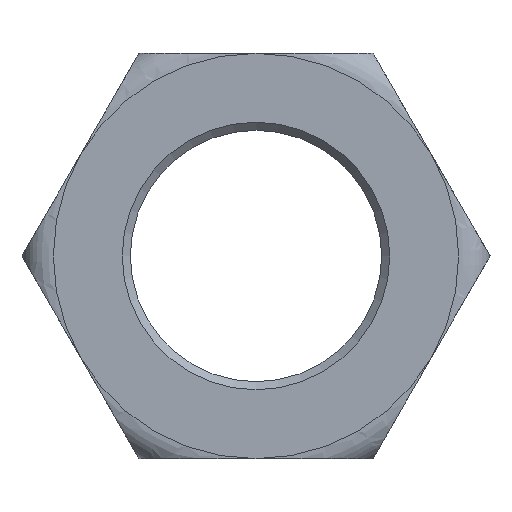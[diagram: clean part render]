
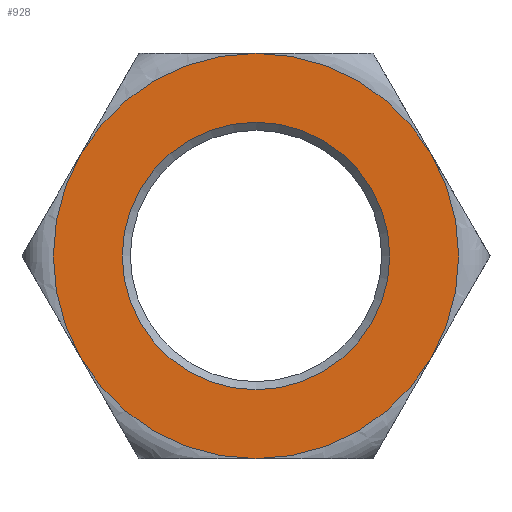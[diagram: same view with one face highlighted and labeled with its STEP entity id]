
A CAD part, front view. The second image highlights one B-rep face of the part: STEP entity #928.
In plain terms, the highlighted planar face has unit normal (0, -1, 0).
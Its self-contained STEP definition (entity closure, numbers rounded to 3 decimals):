
#11 = EDGE_CURVE ( 'NONE', #423, #738, #645, .T. ) ;
#22 = DIRECTION ( 'NONE',  ( 0., 1., 0. ) ) ;
#35 = DIRECTION ( 'NONE',  ( 0., 1., 0. ) ) ;
#47 = ORIENTED_EDGE ( 'NONE', *, *, #11, .F. ) ;
#72 = CARTESIAN_POINT ( 'NONE',  ( 0., -13., 16.5 ) ) ;
#74 = CARTESIAN_POINT ( 'NONE',  ( 0., -13., 0. ) ) ;
#86 = FACE_BOUND ( 'NONE', #654, .T. ) ;
#89 = CARTESIAN_POINT ( 'NONE',  ( 0., -13., 0. ) ) ;
#121 = CARTESIAN_POINT ( 'NONE',  ( -21.651, -13., 12.5 ) ) ;
#125 = DIRECTION ( 'NONE',  ( 0., 1., 0. ) ) ;
#132 = AXIS2_PLACEMENT_3D ( 'NONE', #746, #22, #636 ) ;
#138 = CARTESIAN_POINT ( 'NONE',  ( 0., -13., 0. ) ) ;
#232 = VERTEX_POINT ( 'NONE', #546 ) ;
#240 = CARTESIAN_POINT ( 'NONE',  ( 0., -13., 25. ) ) ;
#252 = DIRECTION ( 'NONE',  ( 0., 1., 0. ) ) ;
#262 = ORIENTED_EDGE ( 'NONE', *, *, #878, .F. ) ;
#266 = AXIS2_PLACEMENT_3D ( 'NONE', #493, #125, #933 ) ;
#271 = CARTESIAN_POINT ( 'NONE',  ( 21.651, -13., 12.5 ) ) ;
#278 = VERTEX_POINT ( 'NONE', #271 ) ;
#301 = CARTESIAN_POINT ( 'NONE',  ( 0., -13., 0. ) ) ;
#308 = VERTEX_POINT ( 'NONE', #240 ) ;
#309 = DIRECTION ( 'NONE',  ( 1., 0., 0. ) ) ;
#321 = AXIS2_PLACEMENT_3D ( 'NONE', #74, #1144, #343 ) ;
#343 = DIRECTION ( 'NONE',  ( 0., 0., 1. ) ) ;
#361 = ORIENTED_EDGE ( 'NONE', *, *, #1116, .T. ) ;
#390 = DIRECTION ( 'NONE',  ( 1., 0., 0. ) ) ;
#399 = CIRCLE ( 'NONE', #1075, 25. ) ;
#423 = VERTEX_POINT ( 'NONE', #818 ) ;
#433 = EDGE_CURVE ( 'NONE', #308, #278, #929, .T. ) ;
#436 = FACE_OUTER_BOUND ( 'NONE', #795, .T. ) ;
#452 = CIRCLE ( 'NONE', #1126, 25. ) ;
#474 = ORIENTED_EDGE ( 'NONE', *, *, #1038, .F. ) ;
#476 = AXIS2_PLACEMENT_3D ( 'NONE', #942, #669, #390 ) ;
#493 = CARTESIAN_POINT ( 'NONE',  ( 0., -13., 0. ) ) ;
#536 = ORIENTED_EDGE ( 'NONE', *, *, #433, .F. ) ;
#544 = AXIS2_PLACEMENT_3D ( 'NONE', #89, #252, #613 ) ;
#546 = CARTESIAN_POINT ( 'NONE',  ( 21.651, -13., -12.5 ) ) ;
#548 = AXIS2_PLACEMENT_3D ( 'NONE', #138, #937, #658 ) ;
#580 = DIRECTION ( 'NONE',  ( 0., 1., 0. ) ) ;
#586 = CIRCLE ( 'NONE', #548, 16.5 ) ;
#600 = VERTEX_POINT ( 'NONE', #72 ) ;
#603 = PLANE ( 'NONE',  #321 ) ;
#613 = DIRECTION ( 'NONE',  ( 1., 0., 0. ) ) ;
#636 = DIRECTION ( 'NONE',  ( 1., 0., 0. ) ) ;
#645 = CIRCLE ( 'NONE', #266, 25. ) ;
#654 = EDGE_LOOP ( 'NONE', ( #361 ) ) ;
#658 = DIRECTION ( 'NONE',  ( 0., 0., 1. ) ) ;
#663 = DIRECTION ( 'NONE',  ( -1., 0., 0. ) ) ;
#669 = DIRECTION ( 'NONE',  ( 0., 1., 0. ) ) ;
#707 = ORIENTED_EDGE ( 'NONE', *, *, #1067, .F. ) ;
#724 = CIRCLE ( 'NONE', #132, 25. ) ;
#738 = VERTEX_POINT ( 'NONE', #1080 ) ;
#746 = CARTESIAN_POINT ( 'NONE',  ( 0., -13., 0. ) ) ;
#757 = EDGE_CURVE ( 'NONE', #738, #857, #724, .T. ) ;
#795 = EDGE_LOOP ( 'NONE', ( #262, #474, #536, #707, #1010, #47 ) ) ;
#818 = CARTESIAN_POINT ( 'NONE',  ( 0., -13., -25. ) ) ;
#857 = VERTEX_POINT ( 'NONE', #121 ) ;
#878 = EDGE_CURVE ( 'NONE', #232, #423, #452, .T. ) ;
#894 = CIRCLE ( 'NONE', #476, 25. ) ;
#928 = ADVANCED_FACE ( 'NONE', ( #86, #436 ), #603, .F. ) ;
#929 = CIRCLE ( 'NONE', #544, 25. ) ;
#933 = DIRECTION ( 'NONE',  ( 1., 0., 0. ) ) ;
#937 = DIRECTION ( 'NONE',  ( 0., 1., 0. ) ) ;
#942 = CARTESIAN_POINT ( 'NONE',  ( 0., -13., 0. ) ) ;
#1010 = ORIENTED_EDGE ( 'NONE', *, *, #757, .F. ) ;
#1038 = EDGE_CURVE ( 'NONE', #278, #232, #894, .T. ) ;
#1067 = EDGE_CURVE ( 'NONE', #857, #308, #399, .T. ) ;
#1075 = AXIS2_PLACEMENT_3D ( 'NONE', #301, #580, #663 ) ;
#1080 = CARTESIAN_POINT ( 'NONE',  ( -21.651, -13., -12.5 ) ) ;
#1108 = CARTESIAN_POINT ( 'NONE',  ( 0., -13., 0. ) ) ;
#1116 = EDGE_CURVE ( 'NONE', #600, #600, #586, .T. ) ;
#1126 = AXIS2_PLACEMENT_3D ( 'NONE', #1108, #35, #309 ) ;
#1144 = DIRECTION ( 'NONE',  ( 0., 1., 0. ) ) ;
